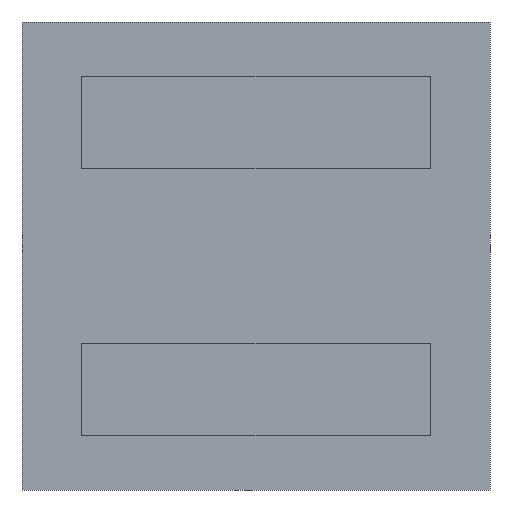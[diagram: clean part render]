
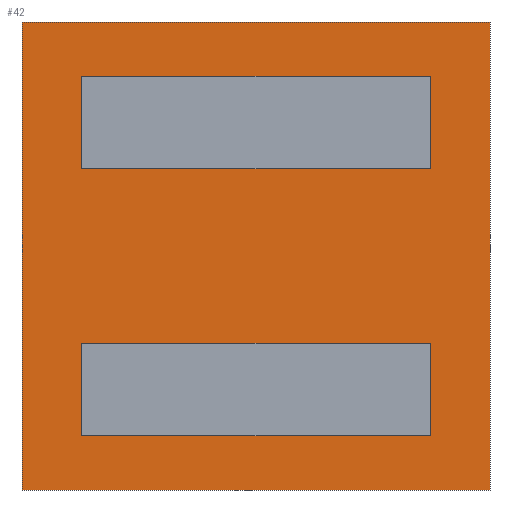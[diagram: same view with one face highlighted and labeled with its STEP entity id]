
A CAD part, front view. The second image highlights one B-rep face of the part: STEP entity #42.
In plain terms, the highlighted planar face has unit normal (0, -1, 0).
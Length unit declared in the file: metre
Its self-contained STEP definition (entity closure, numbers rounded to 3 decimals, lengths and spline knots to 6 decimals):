
#42 = ADVANCED_FACE( 'NONE', ( #92, #93, #94 ), #95, .F. );
#92 = FACE_BOUND( '', #149, .T. );
#93 = FACE_BOUND( '', #150, .T. );
#94 = FACE_OUTER_BOUND( '', #151, .T. );
#95 = PLANE( '', #152 );
#149 = EDGE_LOOP( '', ( #205, #206, #207, #208 ) );
#150 = EDGE_LOOP( '', ( #209, #210, #211, #212 ) );
#151 = EDGE_LOOP( '', ( #213, #214, #215, #216 ) );
#152 = AXIS2_PLACEMENT_3D( '', #217, #218, #219 );
#205 = ORIENTED_EDGE( '', *, *, #338, .T. );
#206 = ORIENTED_EDGE( '', *, *, #339, .T. );
#207 = ORIENTED_EDGE( '', *, *, #340, .T. );
#208 = ORIENTED_EDGE( '', *, *, #341, .T. );
#209 = ORIENTED_EDGE( '', *, *, #342, .T. );
#210 = ORIENTED_EDGE( '', *, *, #343, .T. );
#211 = ORIENTED_EDGE( '', *, *, #344, .T. );
#212 = ORIENTED_EDGE( '', *, *, #345, .T. );
#213 = ORIENTED_EDGE( '', *, *, #346, .F. );
#214 = ORIENTED_EDGE( '', *, *, #347, .F. );
#215 = ORIENTED_EDGE( '', *, *, #348, .F. );
#216 = ORIENTED_EDGE( '', *, *, #349, .F. );
#217 = CARTESIAN_POINT( '', ( 0., -0.00095, 0. ) );
#218 = DIRECTION( '', ( 0., 1., 0. ) );
#219 = DIRECTION( '', ( 1., 0., 0. ) );
#338 = EDGE_CURVE( 'NONE', #394, #395, #396, .T. );
#339 = EDGE_CURVE( 'NONE', #395, #397, #398, .T. );
#340 = EDGE_CURVE( 'NONE', #397, #399, #400, .T. );
#341 = EDGE_CURVE( 'NONE', #399, #394, #401, .T. );
#342 = EDGE_CURVE( 'NONE', #402, #403, #404, .T. );
#343 = EDGE_CURVE( 'NONE', #403, #405, #406, .T. );
#344 = EDGE_CURVE( 'NONE', #405, #407, #408, .T. );
#345 = EDGE_CURVE( 'NONE', #407, #402, #409, .T. );
#346 = EDGE_CURVE( 'NONE', #410, #411, #412, .T. );
#347 = EDGE_CURVE( 'NONE', #413, #410, #414, .T. );
#348 = EDGE_CURVE( 'NONE', #415, #413, #416, .T. );
#349 = EDGE_CURVE( 'NONE', #411, #415, #417, .T. );
#394 = VERTEX_POINT( 'NONE', #474 );
#395 = VERTEX_POINT( 'NONE', #475 );
#396 = LINE( '', #476, #477 );
#397 = VERTEX_POINT( 'NONE', #478 );
#398 = LINE( '', #479, #480 );
#399 = VERTEX_POINT( '', #481 );
#400 = LINE( '', #482, #483 );
#401 = LINE( '', #484, #485 );
#402 = VERTEX_POINT( 'NONE', #486 );
#403 = VERTEX_POINT( '', #487 );
#404 = LINE( '', #488, #489 );
#405 = VERTEX_POINT( 'NONE', #490 );
#406 = LINE( '', #491, #492 );
#407 = VERTEX_POINT( 'NONE', #493 );
#408 = LINE( '', #494, #495 );
#409 = LINE( '', #496, #497 );
#410 = VERTEX_POINT( 'NONE', #498 );
#411 = VERTEX_POINT( 'NONE', #499 );
#412 = LINE( '', #500, #501 );
#413 = VERTEX_POINT( 'NONE', #502 );
#414 = LINE( '', #503, #504 );
#415 = VERTEX_POINT( 'NONE', #505 );
#416 = LINE( '', #506, #507 );
#417 = LINE( '', #508, #509 );
#474 = CARTESIAN_POINT( '', ( 0.0016, -0.00095, 0.00165 ) );
#475 = CARTESIAN_POINT( '', ( 0.0016, -0.00095, 0.0008 ) );
#476 = CARTESIAN_POINT( '', ( 0.0016, -0.00095, 0.001225 ) );
#477 = VECTOR( '', #576, 1. );
#478 = CARTESIAN_POINT( '', ( -0.0016, -0.00095, 0.0008 ) );
#479 = CARTESIAN_POINT( '', ( 0., -0.00095, 0.0008 ) );
#480 = VECTOR( '', #577, 1. );
#481 = CARTESIAN_POINT( '', ( -0.0016, -0.00095, 0.00165 ) );
#482 = CARTESIAN_POINT( '', ( -0.0016, -0.00095, 0.001225 ) );
#483 = VECTOR( '', #578, 1. );
#484 = CARTESIAN_POINT( '', ( 0., -0.00095, 0.00165 ) );
#485 = VECTOR( '', #579, 1. );
#486 = CARTESIAN_POINT( '', ( -0.0016, -0.00095, -0.0008 ) );
#487 = CARTESIAN_POINT( '', ( 0.0016, -0.00095, -0.0008 ) );
#488 = CARTESIAN_POINT( '', ( 0., -0.00095, -0.0008 ) );
#489 = VECTOR( '', #580, 1. );
#490 = CARTESIAN_POINT( '', ( 0.0016, -0.00095, -0.00165 ) );
#491 = CARTESIAN_POINT( '', ( 0.0016, -0.00095, -0.001225 ) );
#492 = VECTOR( '', #581, 1. );
#493 = CARTESIAN_POINT( '', ( -0.0016, -0.00095, -0.00165 ) );
#494 = CARTESIAN_POINT( '', ( 0., -0.00095, -0.00165 ) );
#495 = VECTOR( '', #582, 1. );
#496 = CARTESIAN_POINT( '', ( -0.0016, -0.00095, -0.001225 ) );
#497 = VECTOR( '', #583, 1. );
#498 = CARTESIAN_POINT( '', ( 0.00215, -0.00095, -0.00215 ) );
#499 = CARTESIAN_POINT( '', ( -0.00215, -0.00095, -0.00215 ) );
#500 = CARTESIAN_POINT( '', ( 0., -0.00095, -0.00215 ) );
#501 = VECTOR( '', #584, 1. );
#502 = CARTESIAN_POINT( '', ( 0.00215, -0.00095, 0.00215 ) );
#503 = CARTESIAN_POINT( '', ( 0.00215, -0.00095, 0. ) );
#504 = VECTOR( '', #585, 1. );
#505 = CARTESIAN_POINT( '', ( -0.00215, -0.00095, 0.00215 ) );
#506 = CARTESIAN_POINT( '', ( 0., -0.00095, 0.00215 ) );
#507 = VECTOR( '', #586, 1. );
#508 = CARTESIAN_POINT( '', ( -0.00215, -0.00095, 0. ) );
#509 = VECTOR( '', #587, 1. );
#576 = DIRECTION( '', ( 0., 0., -1. ) );
#577 = DIRECTION( '', ( -1., 0., 0. ) );
#578 = DIRECTION( '', ( 0., 0., 1. ) );
#579 = DIRECTION( '', ( 1., 0., 0. ) );
#580 = DIRECTION( '', ( 1., 0., 0. ) );
#581 = DIRECTION( '', ( 0., 0., -1. ) );
#582 = DIRECTION( '', ( -1., 0., 0. ) );
#583 = DIRECTION( '', ( 0., 0., 1. ) );
#584 = DIRECTION( '', ( -1., 0., 0. ) );
#585 = DIRECTION( '', ( 0., 0., -1. ) );
#586 = DIRECTION( '', ( 1., 0., 0. ) );
#587 = DIRECTION( '', ( 0., 0., 1. ) );
